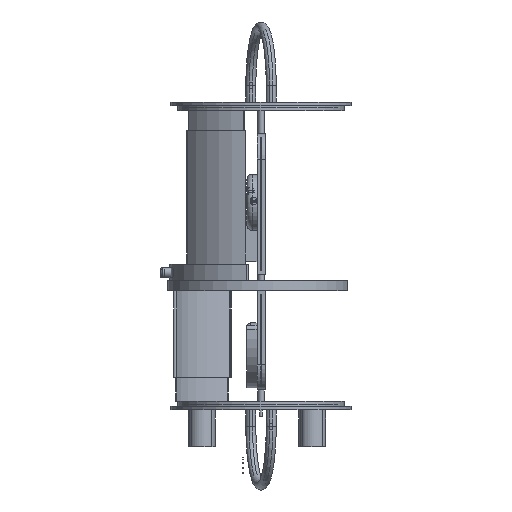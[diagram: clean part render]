
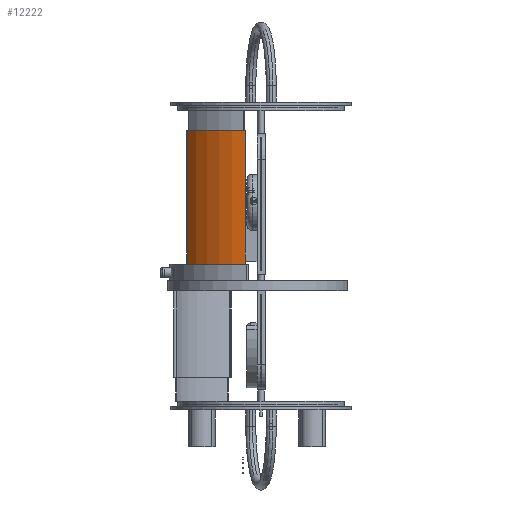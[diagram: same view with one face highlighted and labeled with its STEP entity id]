
A CAD part, left-side view. The second image highlights one B-rep face of the part: STEP entity #12222.
In plain terms, the highlighted cylindrical face has radius 76.603 mm (diameter 153.206 mm), a partial arc.
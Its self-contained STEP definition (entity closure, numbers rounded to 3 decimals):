
#1139=FACE_OUTER_BOUND('',#1948,.T.);
#1948=EDGE_LOOP('',(#9350,#9351,#9352,#9353));
#2791=LINE('',#19262,#4031);
#2792=LINE('',#19268,#4032);
#4031=VECTOR('',#15361,29.5);
#4032=VECTOR('',#15368,29.5);
#5168=CIRCLE('',#13311,76.603);
#5169=CIRCLE('',#13312,76.603);
#5738=VERTEX_POINT('',#19258);
#5739=VERTEX_POINT('',#19260);
#5740=VERTEX_POINT('',#19264);
#5741=VERTEX_POINT('',#19266);
#7049=EDGE_CURVE('',#5738,#5739,#2791,.T.);
#7050=EDGE_CURVE('',#5738,#5740,#5168,.T.);
#7051=EDGE_CURVE('',#5741,#5739,#5169,.T.);
#7052=EDGE_CURVE('',#5740,#5741,#2792,.T.);
#9350=ORIENTED_EDGE('',*,*,#7050,.F.);
#9351=ORIENTED_EDGE('',*,*,#7049,.T.);
#9352=ORIENTED_EDGE('',*,*,#7051,.F.);
#9353=ORIENTED_EDGE('',*,*,#7052,.F.);
#11846=CYLINDRICAL_SURFACE('',#13310,76.603);
#12222=ADVANCED_FACE('',(#1139),#11846,.T.);
#13310=AXIS2_PLACEMENT_3D('',#19263,#15362,#15363);
#13311=AXIS2_PLACEMENT_3D('',#19265,#15364,#15365);
#13312=AXIS2_PLACEMENT_3D('',#19267,#15366,#15367);
#15361=DIRECTION('',(0.,0.,1.));
#15362=DIRECTION('center_axis',(0.,0.,1.));
#15363=DIRECTION('ref_axis',(-0.584,0.812,0.));
#15364=DIRECTION('center_axis',(0.,0.,-1.));
#15365=DIRECTION('ref_axis',(-0.584,0.812,0.));
#15366=DIRECTION('center_axis',(0.,0.,1.));
#15367=DIRECTION('ref_axis',(-0.584,0.812,0.));
#15368=DIRECTION('',(0.,0.,1.));
#19258=CARTESIAN_POINT('',(-34.193,14.271,47.49));
#19260=CARTESIAN_POINT('',(-34.193,14.271,165.49));
#19262=CARTESIAN_POINT('',(-34.193,14.271,47.49));
#19263=CARTESIAN_POINT('Origin',(41.676,3.688,47.49));
#19264=CARTESIAN_POINT('',(-3.071,65.864,47.49));
#19265=CARTESIAN_POINT('Origin',(41.676,3.688,47.49));
#19266=CARTESIAN_POINT('',(-3.071,65.864,165.49));
#19267=CARTESIAN_POINT('Origin',(41.676,3.688,165.49));
#19268=CARTESIAN_POINT('',(-3.071,65.864,47.49));
